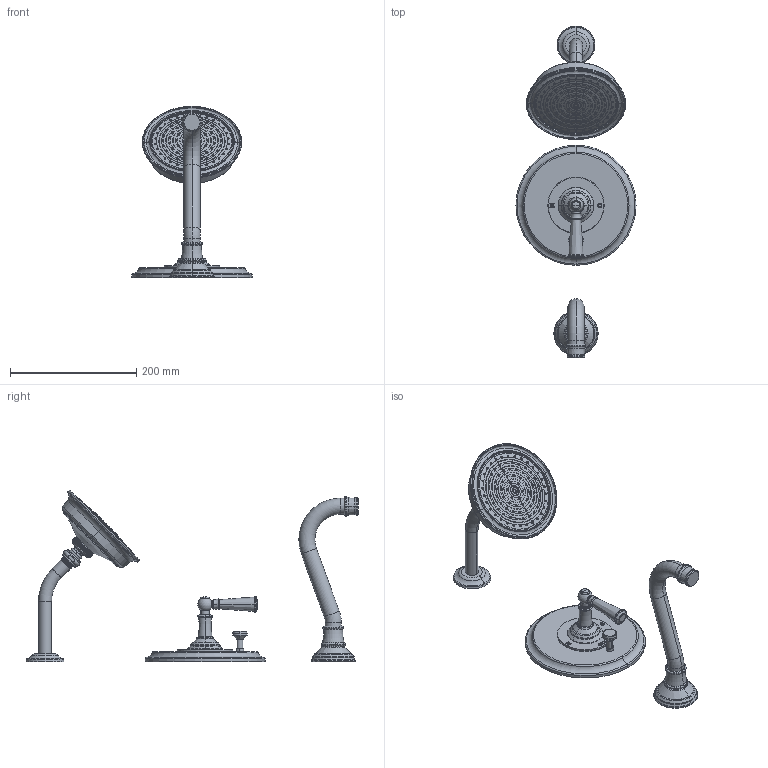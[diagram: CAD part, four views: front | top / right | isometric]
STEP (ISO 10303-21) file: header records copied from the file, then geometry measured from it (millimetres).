
FILE_DESCRIPTION((''),'2;1');
FILE_NAME('3-2472BP','2021-05-28T15:18:37',('jinson.thomas'),(''),'CREO PARAMETRIC BY PTC INC, 2018400','CREO PARAMETRIC BY PTC INC, 2018400','');
FILE_SCHEMA(('CONFIG_CONTROL_DESIGN'));
Products named in the file (1): 3-2472BP
Bounding box: 190.5 x 526.53 x 271.55 mm (x, y, z)
Volume: 1369050.9 mm3; surface area: 186533.2 mm2
Topology: 3 solids, 3 shells, 1315 faces, 3187 edges, 2093 vertices
Faces by surface type: torus 362, plane 279, cylinder 246, cone 202, sphere 108, extrusion 95, bspline 23
Entity records: 59353 total; most frequent: CARTESIAN_POINT 29184, ORIENTED_EDGE 6370, DIRECTION 6024, EDGE_CURVE 3185, AXIS2_PLACEMENT_3D 2539, VERTEX_POINT 2093, EDGE_LOOP 1532, CIRCLE 1342
